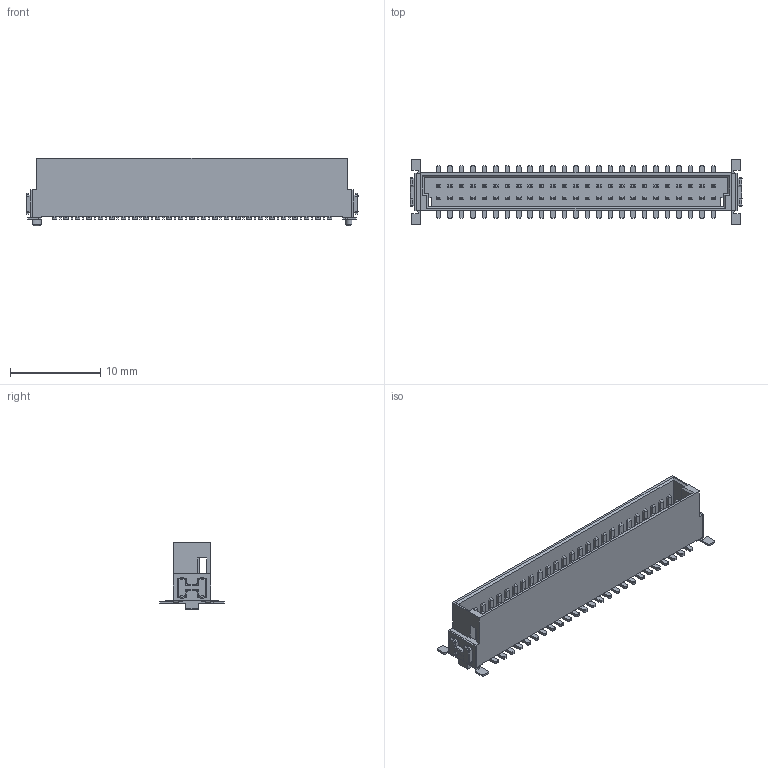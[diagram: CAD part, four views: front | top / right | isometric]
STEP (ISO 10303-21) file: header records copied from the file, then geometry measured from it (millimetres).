
FILE_DESCRIPTION((''),'2;1');
FILE_NAME('M55-7005042_ASM','2021-06-22T09:05:10',('mrudkin'),(''),'CREO PARAMETRIC BY PTC INC, 2020154','CREO PARAMETRIC BY PTC INC, 2020154','');
FILE_SCHEMA(('CONFIG_CONTROL_DESIGN','SHAPE_APPEARANCE_LAYERS_GROUPS'));
Length unit declared in the file: millimetre
Products named in the file (4): M55-70050_MOULD; M55-700_CONTACT; M55-700_STRAP; M55-7005042_ASM
Assembly tree (53 placements, depth 2):
  M55-7005042_ASM
    M55-70050_MOULD
    M55-700_CONTACT  x50
    M55-700_STRAP  x2
Bounding box: 36.83 x 7.2 x 7.5 mm (x, y, z)
Volume: 456.7 mm3; surface area: 2145.5 mm2
Topology: 53 solids, 53 shells, 3150 faces, 8327 edges, 5152 vertices
Faces by surface type: plane 2060, cylinder 871, bspline 200, cone 19
Entity records: 36564 total; most frequent: CARTESIAN_POINT 5111, ORIENTED_EDGE 4938, DIRECTION 4487, PRESENTATION_STYLE_ASSIGNMENT 2517, STYLED_ITEM 2472, CURVE_STYLE 2469, EDGE_CURVE 2469, VECTOR 2315
